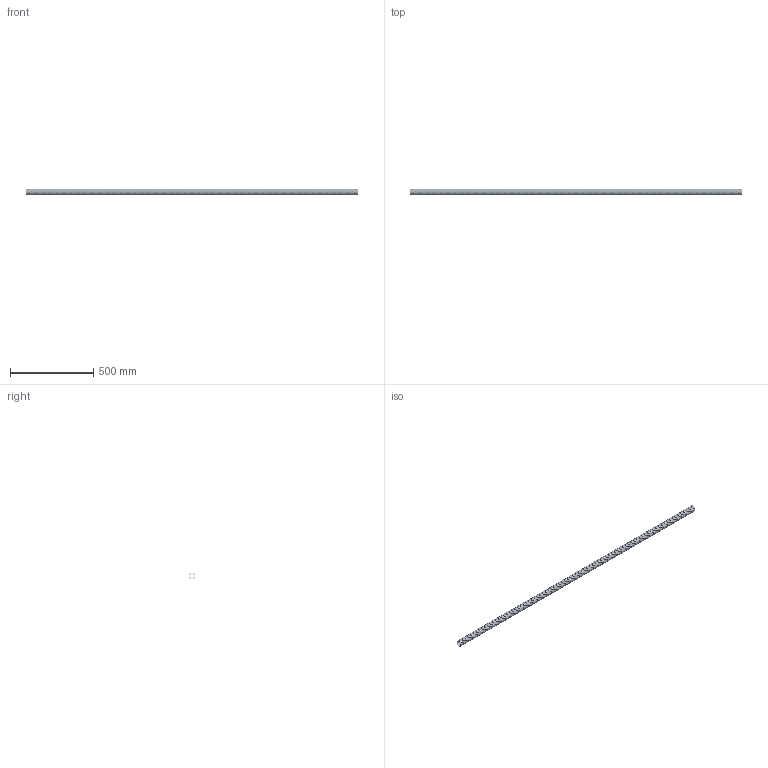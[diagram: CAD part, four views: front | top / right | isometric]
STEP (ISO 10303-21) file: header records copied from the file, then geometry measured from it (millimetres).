
FILE_DESCRIPTION (( 'STEP AP203' ), '1' );
FILE_NAME ('CTG12-040-K04-050.STEP', '2016-06-16T07:01:04', ( '' ), ( '' ), 'SwSTEP 2.0', 'SolidWorks 2014', '' );
FILE_SCHEMA (( 'CONFIG_CONTROL_DESIGN' ));
Length unit declared in the file: millimetre
Products named in the file (1): CTG12-040-K04-050
Bounding box: 1997.2 x 40 x 40 mm (x, y, z)
Volume: 241468.5 mm3; surface area: 1118919.9 mm2
Topology: 1 solids, 286 shells, 2284 faces, 3711 edges, 2569 vertices
Faces by surface type: plane 1142, cylinder 1142
Full cylindrical faces by diameter (mm): 32 x1, 32.4 x285, 33.8 x286, 39.2 x285, 40 x285
Entity records: 46335 total; most frequent: DIRECTION 9138, CARTESIAN_POINT 6853, AXIS2_PLACEMENT_3D 4569, EDGE_LOOP 4568, ORIENTED_EDGE 4568, FACE_OUTER_BOUND 3426, EDGE_CURVE 2284, VERTEX_POINT 2284
